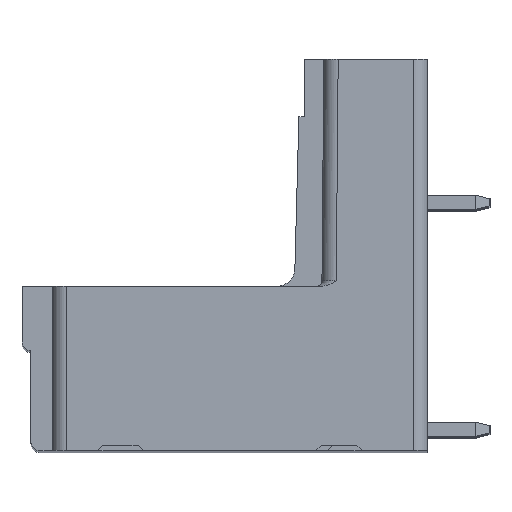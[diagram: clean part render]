
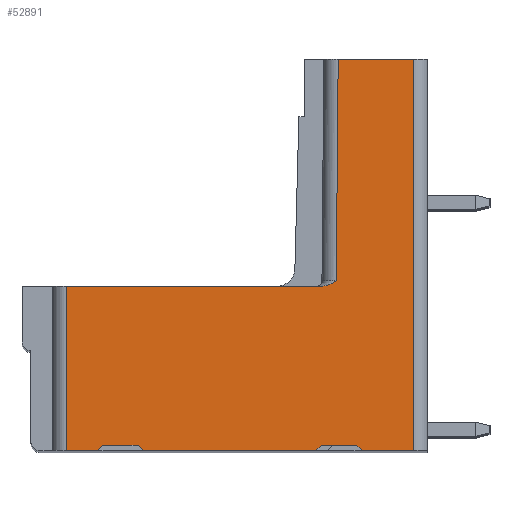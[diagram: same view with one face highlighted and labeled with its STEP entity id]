
A CAD part, top view. The second image highlights one B-rep face of the part: STEP entity #52891.
In plain terms, the highlighted planar face has unit normal (0, 0, 1).
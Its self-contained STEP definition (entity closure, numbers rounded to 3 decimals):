
#6519=DIRECTION('',(1.,0.,0.));
#6520=VECTOR('',#6519,1.7);
#6521=CARTESIAN_POINT('',(-20.194,0.,
-46.443));
#6522=LINE('',#6521,#6520);
#6543=DIRECTION('',(1.,0.,0.));
#6544=VECTOR('',#6543,9.65);
#6545=CARTESIAN_POINT('',(-15.894,0.,
-46.443));
#6546=LINE('',#6545,#6544);
#7498=DIRECTION('',(-1.,0.,0.));
#7499=VECTOR('',#7498,14.337);
#7500=CARTESIAN_POINT('',(-5.857,9.2,
-46.443));
#7501=LINE('',#7500,#7499);
#7819=CARTESIAN_POINT('',(-5.857,9.2,
-46.443));
#7820=CARTESIAN_POINT('',(-5.826,9.2,
-46.443));
#7821=CARTESIAN_POINT('',(-5.76,9.204,
-46.443));
#7822=CARTESIAN_POINT('',(-5.649,9.226,
-46.443));
#7823=CARTESIAN_POINT('',(-5.528,9.266,
-46.443));
#7824=CARTESIAN_POINT('',(-5.398,9.326,
-46.443));
#7825=CARTESIAN_POINT('',(-5.257,9.404,
-46.443));
#7826=CARTESIAN_POINT('',(-5.155,9.467,
-46.443));
#7827=CARTESIAN_POINT('',(-5.102,9.5,
-46.443));
#7829=DIRECTION('',(0.009,1.,0.));
#7830=VECTOR('',#7829,12.4);
#7831=CARTESIAN_POINT('',(-5.102,9.5,
-46.443));
#7832=LINE('',#7831,#7830);
#7833=DIRECTION('',(-1.,0.,0.));
#7834=VECTOR('',#7833,2.85);
#7835=CARTESIAN_POINT('',(-0.794,0.,
-46.443));
#7836=LINE('',#7835,#7834);
#7837=DIRECTION('',(-0.707,0.707,0.));
#7838=VECTOR('',#7837,0.424);
#7839=CARTESIAN_POINT('',(-3.644,0.,
-46.443));
#7840=LINE('',#7839,#7838);
#7841=DIRECTION('',(-1.,0.,0.));
#7842=VECTOR('',#7841,2.);
#7843=CARTESIAN_POINT('',(-3.944,0.3,
-46.443));
#7844=LINE('',#7843,#7842);
#7845=DIRECTION('',(-0.707,-0.707,0.));
#7846=VECTOR('',#7845,0.424);
#7847=CARTESIAN_POINT('',(-5.944,0.3,
-46.443));
#7848=LINE('',#7847,#7846);
#7849=DIRECTION('',(-0.707,0.707,0.));
#7850=VECTOR('',#7849,0.424);
#7851=CARTESIAN_POINT('',(-15.894,0.,
-46.443));
#7852=LINE('',#7851,#7850);
#7853=DIRECTION('',(-1.,0.,0.));
#7854=VECTOR('',#7853,2.);
#7855=CARTESIAN_POINT('',(-16.194,0.3,
-46.443));
#7856=LINE('',#7855,#7854);
#7857=DIRECTION('',(-0.707,-0.707,0.));
#7858=VECTOR('',#7857,0.424);
#7859=CARTESIAN_POINT('',(-18.194,0.3,
-46.443));
#7860=LINE('',#7859,#7858);
#7861=CARTESIAN_POINT('',(-5.857,9.2,
-46.443));
#8275=DIRECTION('',(-1.,0.,0.));
#8276=VECTOR('',#8275,4.2);
#8277=CARTESIAN_POINT('',(-0.794,21.9,-46.443));
#8278=LINE('',#8277,#8276);
#20947=DIRECTION('',(0.,1.,0.));
#20948=VECTOR('',#20947,21.9);
#20949=CARTESIAN_POINT('',(-0.794,0.,
-46.443));
#20950=LINE('',#20949,#20948);
#20972=DIRECTION('',(0.,-1.,0.));
#20973=VECTOR('',#20972,9.2);
#20974=CARTESIAN_POINT('',(-20.194,9.2,-46.443));
#20975=LINE('',#20974,#20973);
#33082=VERTEX_POINT('',#7861);
#33083=CARTESIAN_POINT('',(-20.194,9.2,-46.443));
#33084=VERTEX_POINT('',#33083);
#33135=CARTESIAN_POINT('',(-0.794,21.9,-46.443));
#33136=VERTEX_POINT('',#33135);
#33137=CARTESIAN_POINT('',(-4.994,21.9,-46.443));
#33138=VERTEX_POINT('',#33137);
#33504=CARTESIAN_POINT('',(-20.194,0.,
-46.443));
#33505=VERTEX_POINT('',#33504);
#33506=CARTESIAN_POINT('',(-18.494,0.,
-46.443));
#33507=VERTEX_POINT('',#33506);
#33520=CARTESIAN_POINT('',(-15.894,0.,
-46.443));
#33521=VERTEX_POINT('',#33520);
#33522=CARTESIAN_POINT('',(-6.244,0.,
-46.443));
#33523=VERTEX_POINT('',#33522);
#33528=CARTESIAN_POINT('',(-3.644,0.,
-46.443));
#33529=VERTEX_POINT('',#33528);
#33530=CARTESIAN_POINT('',(-0.794,0.,
-46.443));
#33531=VERTEX_POINT('',#33530);
#33624=VERTEX_POINT('',#7827);
#33625=CARTESIAN_POINT('',(-3.944,0.3,
-46.443));
#33626=VERTEX_POINT('',#33625);
#33627=CARTESIAN_POINT('',(-5.944,0.3,
-46.443));
#33628=VERTEX_POINT('',#33627);
#33629=CARTESIAN_POINT('',(-16.194,0.3,
-46.443));
#33630=VERTEX_POINT('',#33629);
#33631=CARTESIAN_POINT('',(-18.194,0.3,
-46.443));
#33632=VERTEX_POINT('',#33631);
#52861=CARTESIAN_POINT('',(-6.202,9.5,-46.443));
#52862=DIRECTION('',(0.,0.,1.));
#52863=DIRECTION('',(-1.,0.,0.));
#52864=AXIS2_PLACEMENT_3D('',#52861,#52862,#52863);
#52865=PLANE('',#52864);
#52866=ORIENTED_EDGE('',*,*,#51878,.F.);
#52868=ORIENTED_EDGE('',*,*,#52867,.T.);
#52870=ORIENTED_EDGE('',*,*,#52869,.T.);
#52872=ORIENTED_EDGE('',*,*,#52871,.F.);
#52874=ORIENTED_EDGE('',*,*,#52873,.F.);
#52875=ORIENTED_EDGE('',*,*,#50984,.T.);
#52877=ORIENTED_EDGE('',*,*,#52876,.T.);
#52879=ORIENTED_EDGE('',*,*,#52878,.T.);
#52881=ORIENTED_EDGE('',*,*,#52880,.T.);
#52882=ORIENTED_EDGE('',*,*,#50960,.F.);
#52883=ORIENTED_EDGE('',*,*,#52828,.T.);
#52884=ORIENTED_EDGE('',*,*,#52842,.T.);
#52885=ORIENTED_EDGE('',*,*,#52855,.T.);
#52886=ORIENTED_EDGE('',*,*,#50944,.F.);
#52888=ORIENTED_EDGE('',*,*,#52887,.F.);
#52889=EDGE_LOOP('',(#52866,#52868,#52870,#52872,#52874,#52875,#52877,#52879,
#52881,#52882,#52883,#52884,#52885,#52886,#52888));
#52890=FACE_OUTER_BOUND('',#52889,.F.);
#52891=ADVANCED_FACE('',(#52890),#52865,.T.);
#7828=B_SPLINE_CURVE_WITH_KNOTS('',3,(#7819,#7820,#7821,#7822,#7823,#7824,#7825,
#7826,#7827),.UNSPECIFIED.,.F.,.F.,(4,1,1,1,1,1,4),(0.,0.167,
0.333,0.5,0.667,0.833,1.),
.UNSPECIFIED.);
#50944=EDGE_CURVE('',#33505,#33507,#6522,.T.);
#50960=EDGE_CURVE('',#33521,#33523,#6546,.T.);
#50984=EDGE_CURVE('',#33531,#33529,#7836,.T.);
#51878=EDGE_CURVE('',#33082,#33084,#7501,.T.);
#52828=EDGE_CURVE('',#33521,#33630,#7852,.T.);
#52842=EDGE_CURVE('',#33630,#33632,#7856,.T.);
#52855=EDGE_CURVE('',#33632,#33507,#7860,.T.);
#52867=EDGE_CURVE('',#33082,#33624,#7828,.T.);
#52869=EDGE_CURVE('',#33624,#33138,#7832,.T.);
#52871=EDGE_CURVE('',#33136,#33138,#8278,.T.);
#52873=EDGE_CURVE('',#33531,#33136,#20950,.T.);
#52876=EDGE_CURVE('',#33529,#33626,#7840,.T.);
#52878=EDGE_CURVE('',#33626,#33628,#7844,.T.);
#52880=EDGE_CURVE('',#33628,#33523,#7848,.T.);
#52887=EDGE_CURVE('',#33084,#33505,#20975,.T.);
